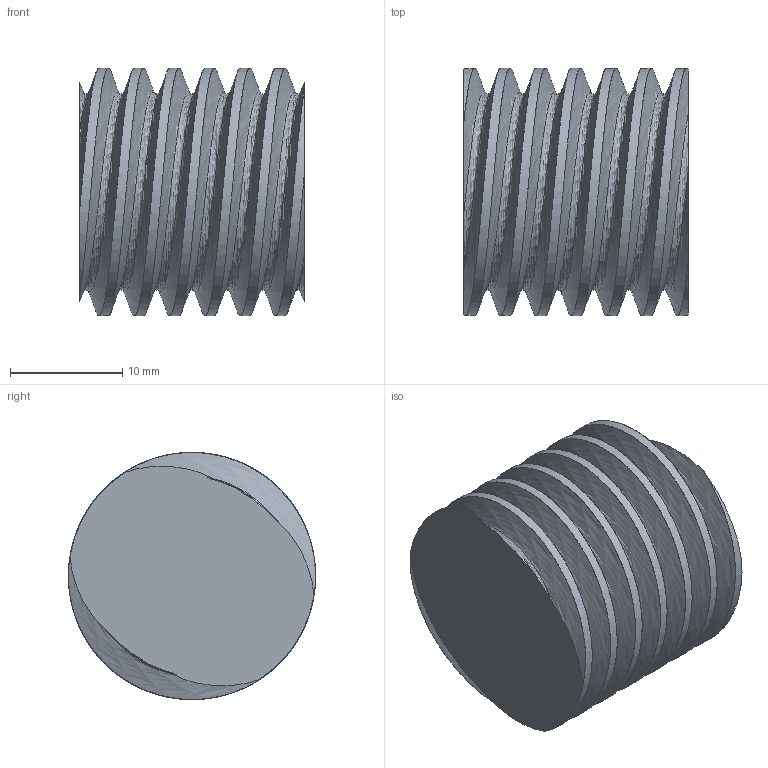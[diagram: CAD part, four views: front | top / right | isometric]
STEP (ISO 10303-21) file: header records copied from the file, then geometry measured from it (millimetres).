
FILE_DESCRIPTION(/* description */ ('STEP AP203'),/* implementation_level */ '2;1');
FILE_NAME(/* name */ '蜗杆导出',/* time_stamp */ '2025-03-01T13:28:07+08:00',/* author */ (' '),/* organization */ (' '),/* preprocessor_version */ 'ST-DEVELOPER v19.3',/* originating_system */ ' ',/* authorisation */ ' ');
FILE_SCHEMA (('CONFIG_CONTROL_DESIGN'));
Length unit declared in the file: metre
Products named in the file (1): id2
Bounding box: 20 x 21.99 x 21.99 mm (x, y, z)
Volume: 6254.8 mm3; surface area: 3081.2 mm2
Topology: 1 solids, 1 shells, 10 faces, 244 edges, 236 vertices
Faces by surface type: bspline 6, cylinder 2, plane 2
Entity records: 25481 total; most frequent: CARTESIAN_POINT 24177, ORIENTED_EDGE 488, EDGE_CURVE 244, B_SPLINE_CURVE_WITH_KNOTS 240, VERTEX_POINT 236, DIRECTION 18, EDGE_LOOP 10, FACE_BOUND 10
